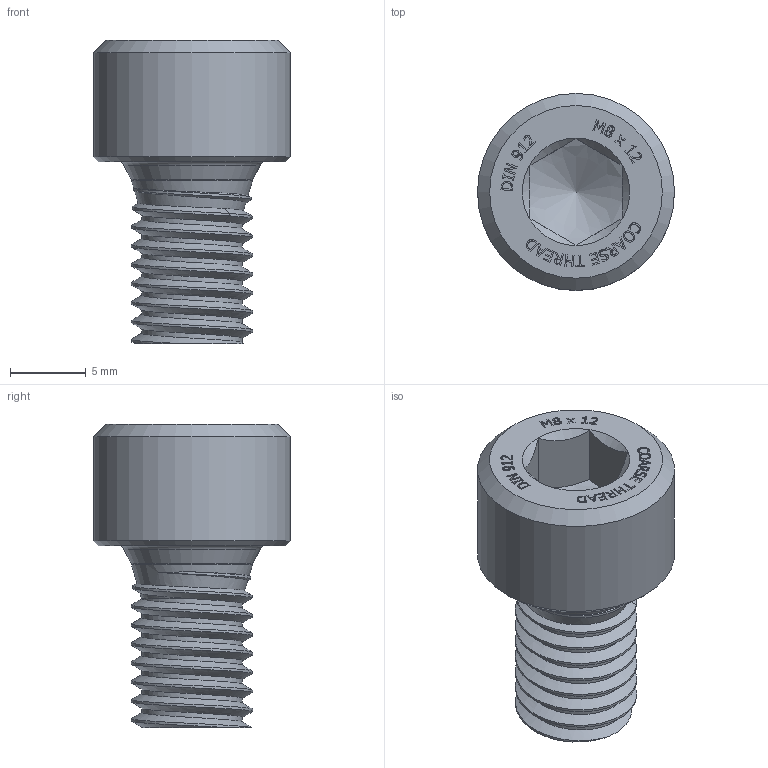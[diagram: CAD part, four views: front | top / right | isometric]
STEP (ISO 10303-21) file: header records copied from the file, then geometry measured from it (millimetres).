
FILE_DESCRIPTION((''),'2;1');
FILE_NAME('DIN912M8L12.stp','2012-04-21T00:45:09',('Peter'),(''),'Autodesk Inventor 2011','Autodesk Inventor 2011','');
FILE_SCHEMA(('AUTOMOTIVE_DESIGN { 1 0 10303 214 1 1 1 1 }'));
Length unit declared in the file: millimetre
Products named in the file (1): DIN912M8L12
Bounding box: 13 x 13 x 20 mm (x, y, z)
Volume: 1413.1 mm3; surface area: 1088.3 mm2
Topology: 1 solids, 1 shells, 388 faces, 1047 edges, 695 vertices
Faces by surface type: plane 233, bspline 144, cone 7, cylinder 2, torus 2
Full cylindrical faces by diameter (mm): 13 x1
Entity records: 14831 total; most frequent: CARTESIAN_POINT 6151, ORIENTED_EDGE 2066, DIRECTION 1230, EDGE_CURVE 1033, VECTOR 720, LINE 720, VERTEX_POINT 691, EDGE_LOOP 430
